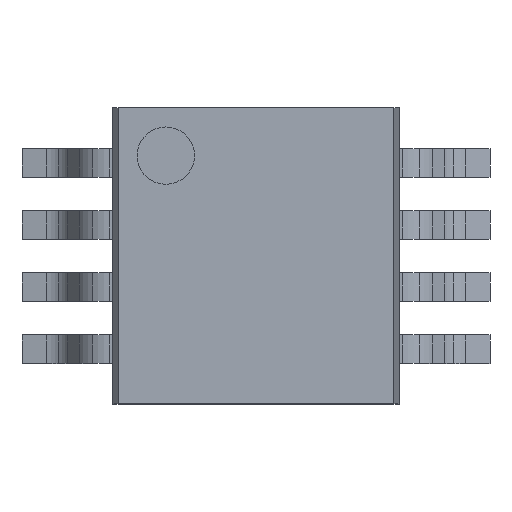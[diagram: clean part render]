
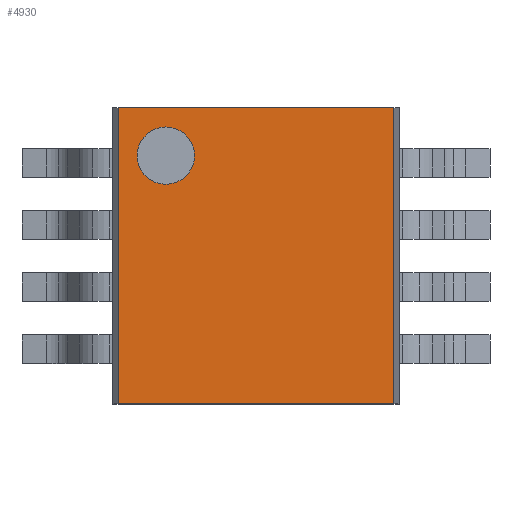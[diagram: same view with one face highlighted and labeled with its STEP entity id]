
A CAD part, top view. The second image highlights one B-rep face of the part: STEP entity #4930.
In plain terms, the highlighted planar face has unit normal (0, 0, 1).
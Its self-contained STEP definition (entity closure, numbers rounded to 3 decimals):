
#4694=CARTESIAN_POINT('',(-1.244,1.05,1.1));
#4695=VERTEX_POINT('',#4694);
#4711=CARTESIAN_POINT('',(-0.644,1.05,1.1));
#4712=VERTEX_POINT('',#4711);
#4719=CARTESIAN_POINT('',(-0.944,1.05,1.1));
#4720=DIRECTION('',(0.0,0.0,-1.0));
#4721=DIRECTION('',(-1.0,0.0,0.0));
#4722=AXIS2_PLACEMENT_3D('',#4719,#4720,#4721);
#4723=CIRCLE('',#4722,0.3);
#4724=EDGE_CURVE('',#4695,#4712,#4723,.T.);
#4735=CARTESIAN_POINT('',(-0.944,1.05,1.1));
#4736=DIRECTION('',(0.0,0.0,-1.0));
#4737=DIRECTION('',(-1.0,0.0,0.0));
#4738=AXIS2_PLACEMENT_3D('',#4735,#4736,#4737);
#4739=CIRCLE('',#4738,0.3);
#4740=EDGE_CURVE('',#4712,#4695,#4739,.T.);
#4870=CARTESIAN_POINT('',(1.444,1.55,1.1));
#4871=VERTEX_POINT('',#4870);
#4878=CARTESIAN_POINT('',(1.444,-1.55,1.1));
#4879=VERTEX_POINT('',#4878);
#4880=CARTESIAN_POINT('',(1.444,-1.55,1.1));
#4881=DIRECTION('',(0.0,1.0,0.0));
#4882=VECTOR('',#4881,3.1);
#4883=LINE('',#4880,#4882);
#4884=EDGE_CURVE('',#4879,#4871,#4883,.T.);
#4896=CARTESIAN_POINT('',(1.444,-1.55,1.1));
#4897=DIRECTION('',(0.0,0.0,1.0));
#4898=DIRECTION('',(1.0,0.0,0.0));
#4899=AXIS2_PLACEMENT_3D('',#4896,#4897,#4898);
#4900=PLANE('',#4899);
#4901=CARTESIAN_POINT('',(-1.444,1.55,1.1));
#4902=VERTEX_POINT('',#4901);
#4903=CARTESIAN_POINT('',(1.444,1.55,1.1));
#4904=DIRECTION('',(-1.0,0.0,0.0));
#4905=VECTOR('',#4904,2.889);
#4906=LINE('',#4903,#4905);
#4907=EDGE_CURVE('',#4871,#4902,#4906,.T.);
#4908=ORIENTED_EDGE('',*,*,#4907,.T.);
#4909=CARTESIAN_POINT('',(-1.444,-1.55,1.1));
#4910=VERTEX_POINT('',#4909);
#4911=CARTESIAN_POINT('',(-1.444,-1.55,1.1));
#4912=DIRECTION('',(0.0,1.0,0.0));
#4913=VECTOR('',#4912,3.1);
#4914=LINE('',#4911,#4913);
#4915=EDGE_CURVE('',#4910,#4902,#4914,.T.);
#4916=ORIENTED_EDGE('',*,*,#4915,.F.);
#4917=CARTESIAN_POINT('',(-1.444,-1.55,1.1));
#4918=DIRECTION('',(1.0,0.0,0.0));
#4919=VECTOR('',#4918,2.889);
#4920=LINE('',#4917,#4919);
#4921=EDGE_CURVE('',#4910,#4879,#4920,.T.);
#4922=ORIENTED_EDGE('',*,*,#4921,.T.);
#4923=ORIENTED_EDGE('',*,*,#4884,.T.);
#4924=EDGE_LOOP('',(#4908,#4916,#4922,#4923));
#4925=FACE_OUTER_BOUND('',#4924,.T.);
#4926=ORIENTED_EDGE('',*,*,#4724,.T.);
#4927=ORIENTED_EDGE('',*,*,#4740,.T.);
#4928=EDGE_LOOP('',(#4926,#4927));
#4929=FACE_BOUND('',#4928,.T.);
#4930=ADVANCED_FACE('',(#4925,#4929),#4900,.T.);
